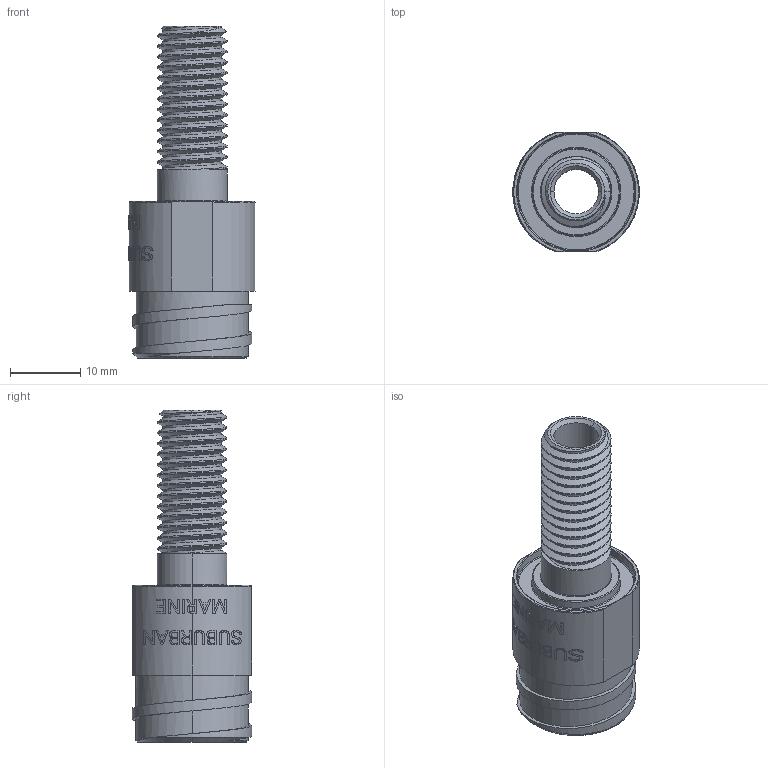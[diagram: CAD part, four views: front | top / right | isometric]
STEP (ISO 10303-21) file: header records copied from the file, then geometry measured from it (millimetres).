
FILE_DESCRIPTION (( 'STEP AP214' ), '1' );
FILE_NAME ('BM-A-BH-C-C_REV-D.STEP', '2021-05-24T20:46:43', ( '' ), ( '' ), 'SwSTEP 2.0', 'SolidWorks 2018', '' );
FILE_SCHEMA (( 'AUTOMOTIVE_DESIGN' ));
Length unit declared in the file: millimetre
Products named in the file (1): BM-A-BH-C-C_REV-D
Bounding box: 17.99 x 17 x 47.3 mm (x, y, z)
Volume: 2562 mm3; surface area: 4293.7 mm2
Topology: 1 solids, 1 shells, 283 faces, 752 edges, 494 vertices
Faces by surface type: plane 142, cylinder 68, bspline 48, cone 15, torus 10
Entity records: 14233 total; most frequent: CARTESIAN_POINT 7646, ORIENTED_EDGE 1504, DIRECTION 1184, EDGE_CURVE 752, VERTEX_POINT 494, AXIS2_PLACEMENT_3D 429, VECTOR 326, LINE 326
